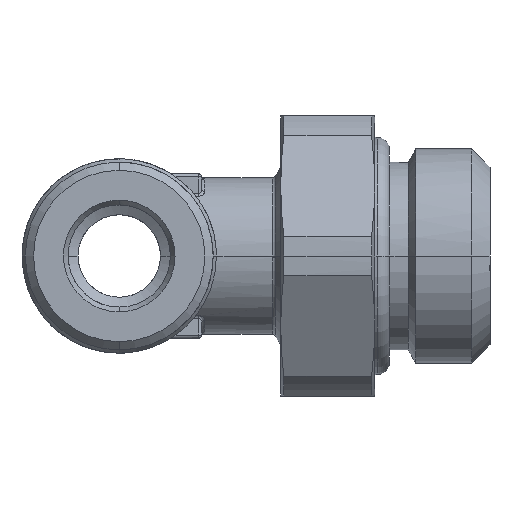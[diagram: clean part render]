
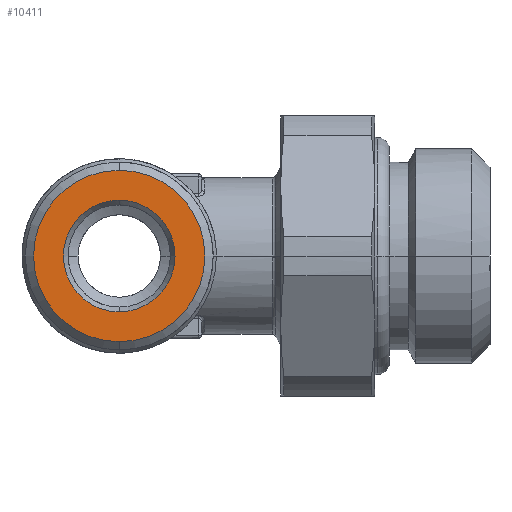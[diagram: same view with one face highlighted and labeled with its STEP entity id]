
A CAD part, left-side view. The second image highlights one B-rep face of the part: STEP entity #10411.
In plain terms, the highlighted planar face has unit normal (-1, 0, 0).
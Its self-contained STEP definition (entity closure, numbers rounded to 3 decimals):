
#10007=CARTESIAN_POINT('Vertex',(-23.8,0.,5.2)) ;
#10010=CARTESIAN_POINT('Axis2P3D Location',(-23.8,0.,0.)) ;
#10014=CARTESIAN_POINT('Vertex',(-23.8,0.,-5.2)) ;
#10034=CARTESIAN_POINT('Axis2P3D Location',(-23.8,0.,0.)) ;
#10366=CARTESIAN_POINT('Axis2P3D Location',(-23.8,0.,0.)) ;
#10375=CARTESIAN_POINT('Axis2P3D Location',(-23.8,0.,0.)) ;
#10379=CARTESIAN_POINT('Vertex',(-23.8,0.,-3.389)) ;
#10381=CARTESIAN_POINT('Vertex',(-23.8,0.,3.389)) ;
#10385=CARTESIAN_POINT('Control Point',(-23.8,0.,-3.389)) ;
#10386=CARTESIAN_POINT('Control Point',(-23.8,0.361,-3.389)) ;
#10387=CARTESIAN_POINT('Control Point',(-23.8,0.721,-3.341)) ;
#10388=CARTESIAN_POINT('Control Point',(-23.8,1.074,-3.245)) ;
#10389=CARTESIAN_POINT('Control Point',(-23.8,1.744,-2.961)) ;
#10390=CARTESIAN_POINT('Control Point',(-23.8,2.317,-2.512)) ;
#10391=CARTESIAN_POINT('Control Point',(-23.8,2.572,-2.251)) ;
#10392=CARTESIAN_POINT('Control Point',(-23.8,3.006,-1.667)) ;
#10393=CARTESIAN_POINT('Control Point',(-23.8,3.271,-0.989)) ;
#10394=CARTESIAN_POINT('Control Point',(-23.8,3.358,-0.634)) ;
#10395=CARTESIAN_POINT('Control Point',(-23.8,3.436,0.089)) ;
#10396=CARTESIAN_POINT('Control Point',(-23.8,3.321,0.808)) ;
#10397=CARTESIAN_POINT('Control Point',(-23.8,3.216,1.158)) ;
#10398=CARTESIAN_POINT('Control Point',(-23.8,2.915,1.82)) ;
#10399=CARTESIAN_POINT('Control Point',(-23.8,2.451,2.381)) ;
#10400=CARTESIAN_POINT('Control Point',(-23.8,2.183,2.629)) ;
#10401=CARTESIAN_POINT('Control Point',(-23.8,1.617,3.027)) ;
#10402=CARTESIAN_POINT('Control Point',(-23.8,0.97,3.271)) ;
#10403=CARTESIAN_POINT('Control Point',(-23.8,0.651,3.35)) ;
#10404=CARTESIAN_POINT('Control Point',(-23.8,0.326,3.389)) ;
#10405=CARTESIAN_POINT('Control Point',(-23.8,0.,3.389)) ;
#10011=DIRECTION('Axis2P3D Direction',(1.,0.,0.)) ;
#10035=DIRECTION('Axis2P3D Direction',(1.,0.,0.)) ;
#10367=DIRECTION('Axis2P3D Direction',(-1.,0.,0.)) ;
#10368=DIRECTION('Axis2P3D XDirection',(0.,0.,1.)) ;
#10376=DIRECTION('Axis2P3D Direction',(-1.,0.,0.)) ;
#10012=AXIS2_PLACEMENT_3D('Circle Axis2P3D',#10010,#10011,$) ;
#10036=AXIS2_PLACEMENT_3D('Circle Axis2P3D',#10034,#10035,$) ;
#10369=AXIS2_PLACEMENT_3D('Plane Axis2P3D',#10366,#10367,#10368) ;
#10377=AXIS2_PLACEMENT_3D('Circle Axis2P3D',#10375,#10376,$) ;
#10372=ORIENTED_EDGE('',*,*,#10038,.F.) ;
#10373=ORIENTED_EDGE('',*,*,#10016,.T.) ;
#10408=ORIENTED_EDGE('',*,*,#10383,.F.) ;
#10409=ORIENTED_EDGE('',*,*,#10406,.T.) ;
#10410=FACE_BOUND('',#10407,.T.) ;
#10411=ADVANCED_FACE('PR417B-06G14',(#10374,#10410),#10370,.T.) ;
#10384=B_SPLINE_CURVE_WITH_KNOTS('',5,(#10385,#10386,#10387,#10388,#10389,#10390,#10391,#10392,#10393,#10394,#10395,#10396,#10397,#10398,#10399,#10400,#10401,#10402,#10403,#10404,#10405),.UNSPECIFIED.,.F.,.U.,(6,3,3,3,3,3,6),(0.,2.551,5.101,7.652,10.203,12.753,15.055),.UNSPECIFIED.) ;
#10013=CIRCLE('generated circle',#10012,5.2) ;
#10037=CIRCLE('generated circle',#10036,5.2) ;
#10378=CIRCLE('generated circle',#10377,3.389) ;
#10016=EDGE_CURVE('',#10015,#10008,#10013,.F.) ;
#10038=EDGE_CURVE('',#10015,#10008,#10037,.T.) ;
#10383=EDGE_CURVE('',#10380,#10382,#10378,.T.) ;
#10406=EDGE_CURVE('',#10380,#10382,#10384,.T.) ;
#10371=EDGE_LOOP('',(#10372,#10373)) ;
#10407=EDGE_LOOP('',(#10408,#10409)) ;
#10374=FACE_OUTER_BOUND('',#10371,.T.) ;
#10370=PLANE('',#10369) ;
#10008=VERTEX_POINT('',#10007) ;
#10015=VERTEX_POINT('',#10014) ;
#10380=VERTEX_POINT('',#10379) ;
#10382=VERTEX_POINT('',#10381) ;
